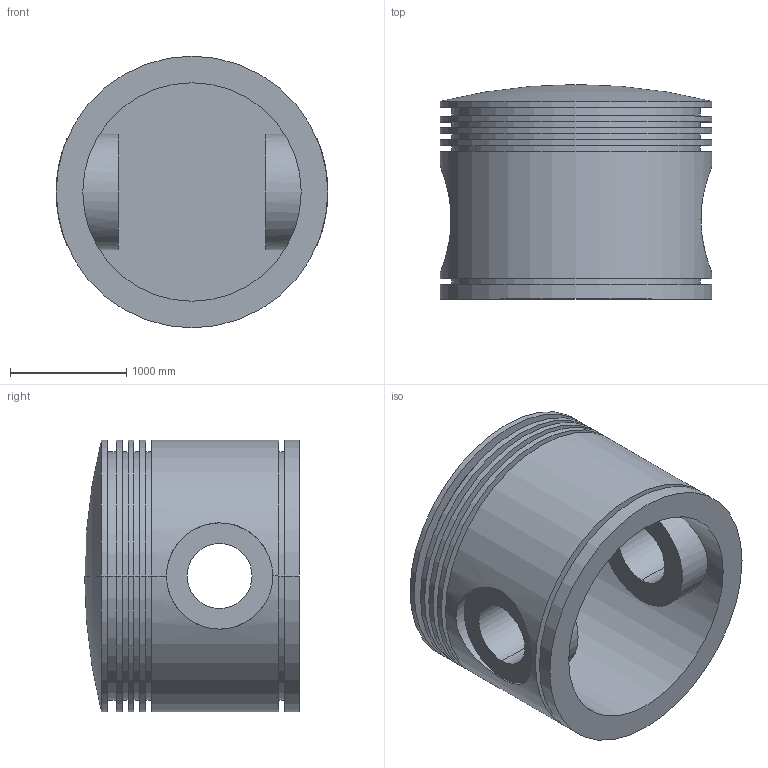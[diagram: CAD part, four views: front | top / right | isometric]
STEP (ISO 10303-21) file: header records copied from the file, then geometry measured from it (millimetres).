
FILE_DESCRIPTION((''),'2;1');
FILE_NAME('PISTON','2025-12-19T09:30:47',('H576696'),('Honeywell International Inc.'),'CREO PARAMETRIC BY PTC INC, 2023134','CREO PARAMETRIC BY PTC INC, 2023134','');
FILE_SCHEMA(('AUTOMOTIVE_DESIGN { 1 0 10303 214 1 1 1 1 }'));
Length unit declared in the file: inch
Products named in the file (1): PISTON
Bounding box: 2336.8 x 1846.16 x 2336.8 mm (x, y, z)
Volume: 3143117425.7 mm3; surface area: 39625635.9 mm2
Topology: 1 solids, 1 shells, 54 faces, 124 edges, 81 vertices
Faces by surface type: cylinder 36, plane 16, sphere 2
Entity records: 2622 total; most frequent: CARTESIAN_POINT 444, DIRECTION 282, ORIENTED_EDGE 244, PRESENTATION_STYLE_ASSIGNMENT 177, STYLED_ITEM 177, CURVE_STYLE 122, EDGE_CURVE 122, AXIS2_PLACEMENT_3D 121
